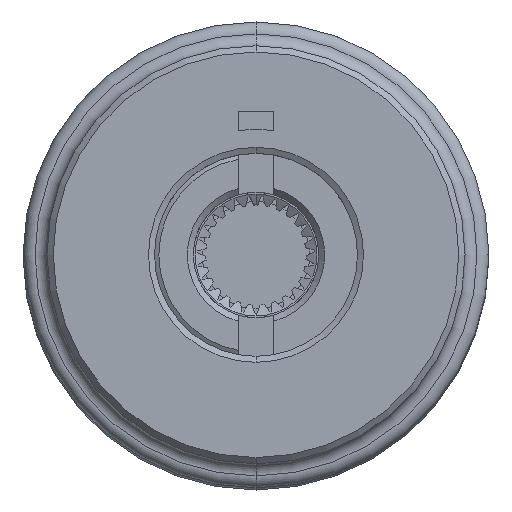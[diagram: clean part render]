
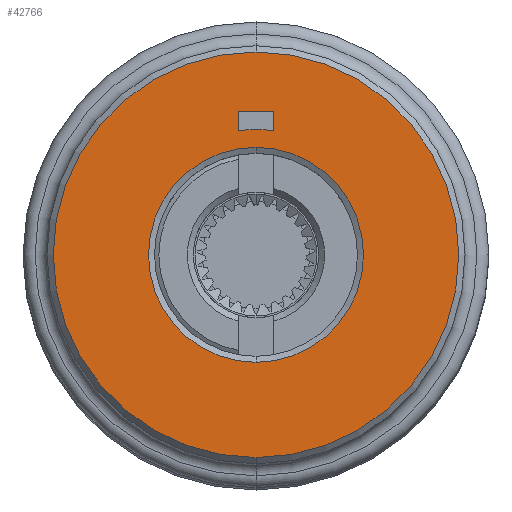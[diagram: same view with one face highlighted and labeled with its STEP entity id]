
A CAD part, top view. The second image highlights one B-rep face of the part: STEP entity #42766.
In plain terms, the highlighted planar face has unit normal (0, 0, 1).
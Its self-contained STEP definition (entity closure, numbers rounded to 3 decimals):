
#7352=CARTESIAN_POINT('',(0.,0.,328.));
#7353=DIRECTION('',(0.,0.,1.));
#7354=DIRECTION('',(0.,-1.,0.));
#7355=AXIS2_PLACEMENT_3D('',#7352,#7353,#7354);
#7357=CARTESIAN_POINT('',(0.,0.,328.));
#7358=DIRECTION('',(0.,0.,1.));
#7359=DIRECTION('',(0.,1.,0.));
#7360=AXIS2_PLACEMENT_3D('',#7357,#7358,#7359);
#7362=CARTESIAN_POINT('',(0.,0.,328.));
#7363=DIRECTION('',(0.,0.,1.));
#7364=DIRECTION('',(0.,-1.,0.));
#7365=AXIS2_PLACEMENT_3D('',#7362,#7363,#7364);
#7367=CARTESIAN_POINT('',(0.,0.,328.));
#7368=DIRECTION('',(0.,0.,1.));
#7369=DIRECTION('',(0.,1.,0.));
#7370=AXIS2_PLACEMENT_3D('',#7367,#7368,#7369);
#7372=DIRECTION('',(0.,-1.,0.));
#7373=VECTOR('',#7372,1.608);
#7374=CARTESIAN_POINT('',(1.5,12.,328.));
#7375=LINE('',#7374,#7373);
#7376=DIRECTION('',(1.,0.,0.));
#7377=VECTOR('',#7376,3.);
#7378=CARTESIAN_POINT('',(-1.5,12.,328.));
#7379=LINE('',#7378,#7377);
#7380=DIRECTION('',(0.,1.,0.));
#7381=VECTOR('',#7380,1.608);
#7382=CARTESIAN_POINT('',(-1.5,10.392,328.));
#7383=LINE('',#7382,#7381);
#26010=CARTESIAN_POINT('',(0.,0.,328.));
#26011=DIRECTION('',(0.,0.,1.));
#26012=DIRECTION('',(0.143,0.99,0.));
#26013=AXIS2_PLACEMENT_3D('',#26010,#26011,#26012);
#30882=CARTESIAN_POINT('',(0.,-9.,328.));
#30883=CARTESIAN_POINT('',(0.,9.,328.));
#30884=VERTEX_POINT('',#30882);
#30885=VERTEX_POINT('',#30883);
#31726=CARTESIAN_POINT('',(0.,-16.979,328.));
#31728=VERTEX_POINT('',#31726);
#32401=CARTESIAN_POINT('',(0.,16.979,328.));
#32402=VERTEX_POINT('',#32401);
#32508=CARTESIAN_POINT('',(1.5,12.,328.));
#32510=VERTEX_POINT('',#32508);
#33160=CARTESIAN_POINT('',(-1.5,12.,328.));
#33161=VERTEX_POINT('',#33160);
#33258=CARTESIAN_POINT('',(-1.5,10.392,328.));
#33260=VERTEX_POINT('',#33258);
#33266=CARTESIAN_POINT('',(1.5,10.392,328.));
#33268=VERTEX_POINT('',#33266);
#42741=CARTESIAN_POINT('',(0.,0.,328.));
#42742=DIRECTION('',(0.,0.,-1.));
#42743=DIRECTION('',(0.,-1.,0.));
#42744=AXIS2_PLACEMENT_3D('',#42741,#42742,#42743);
#42745=PLANE('',#42744);
#42747=ORIENTED_EDGE('',*,*,#42746,.F.);
#42749=ORIENTED_EDGE('',*,*,#42748,.F.);
#42750=EDGE_LOOP('',(#42747,#42749));
#42751=FACE_OUTER_BOUND('',#42750,.F.);
#42752=ORIENTED_EDGE('',*,*,#42735,.T.);
#42753=ORIENTED_EDGE('',*,*,#42721,.T.);
#42754=EDGE_LOOP('',(#42752,#42753));
#42755=FACE_BOUND('',#42754,.F.);
#42757=ORIENTED_EDGE('',*,*,#42756,.F.);
#42759=ORIENTED_EDGE('',*,*,#42758,.F.);
#42761=ORIENTED_EDGE('',*,*,#42760,.F.);
#42763=ORIENTED_EDGE('',*,*,#42762,.F.);
#42764=EDGE_LOOP('',(#42757,#42759,#42761,#42763));
#42765=FACE_BOUND('',#42764,.F.);
#42766=ADVANCED_FACE('',(#42751,#42755,#42765),#42745,.F.);
#7356=CIRCLE('',#7355,16.979);
#7361=CIRCLE('',#7360,16.979);
#7366=CIRCLE('',#7365,9.);
#7371=CIRCLE('',#7370,9.);
#26014=CIRCLE('',#26013,10.5);
#42721=EDGE_CURVE('',#30885,#30884,#7371,.T.);
#42735=EDGE_CURVE('',#30884,#30885,#7366,.T.);
#42746=EDGE_CURVE('',#31728,#32402,#7356,.T.);
#42748=EDGE_CURVE('',#32402,#31728,#7361,.T.);
#42756=EDGE_CURVE('',#33268,#33260,#26014,.T.);
#42758=EDGE_CURVE('',#32510,#33268,#7375,.T.);
#42760=EDGE_CURVE('',#33161,#32510,#7379,.T.);
#42762=EDGE_CURVE('',#33260,#33161,#7383,.T.);
